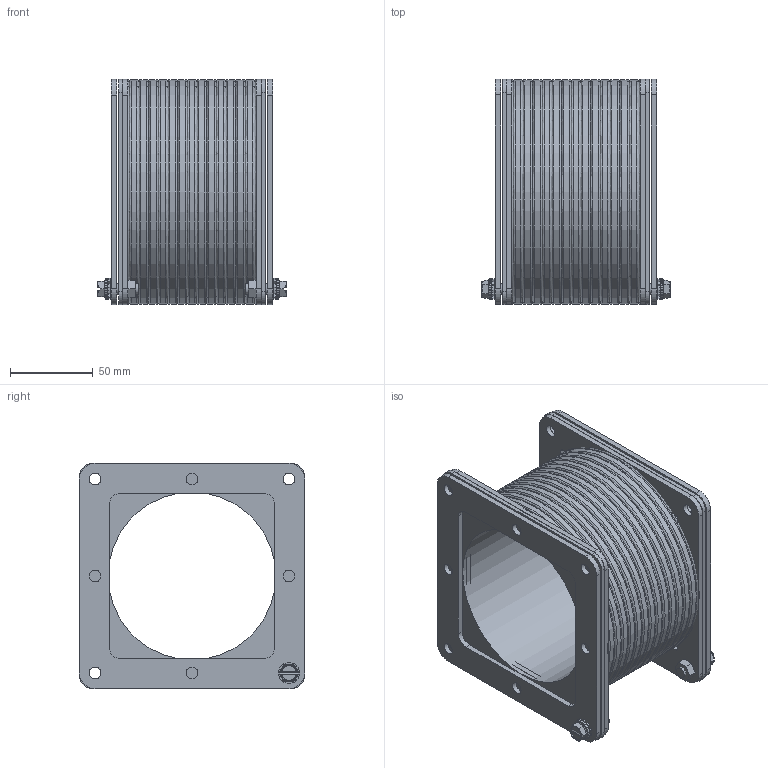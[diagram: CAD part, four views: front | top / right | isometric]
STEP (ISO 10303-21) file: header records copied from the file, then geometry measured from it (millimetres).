
FILE_DESCRIPTION (( 'STEP AP203' ), '1' );
FILE_NAME ('1487CFFSS.step', '2020-11-17T21:12:00', ( 'ADC123' ), ( 'Microsoft' ), 'SwSTEP 2.0', 'SolidWorks 2019', '' );
FILE_SCHEMA (( 'CONFIG_CONTROL_DESIGN' ));
Length unit declared in the file: inch
Products named in the file (1): 1487CFFSS
Bounding box: 114.33 x 136.53 x 136.53 mm (x, y, z)
Volume: 697346.5 mm3; surface area: 187270.3 mm2
Topology: 11 solids, 11 shells, 342 faces, 884 edges, 570 vertices
Faces by surface type: plane 166, cylinder 132, bspline 44
Full cylindrical faces by diameter (mm): 4.976 x2, 6.35 x2, 6.553 x2, 7.137 x24, 7.144 x8, 12.7 x2, 101.6 x1, 136.195 x15
Entity records: 11157 total; most frequent: CARTESIAN_POINT 3001, ORIENTED_EDGE 1600, DIRECTION 1592, EDGE_CURVE 800, VERTEX_POINT 570, AXIS2_PLACEMENT_3D 553, EDGE_LOOP 514, LINE 486
